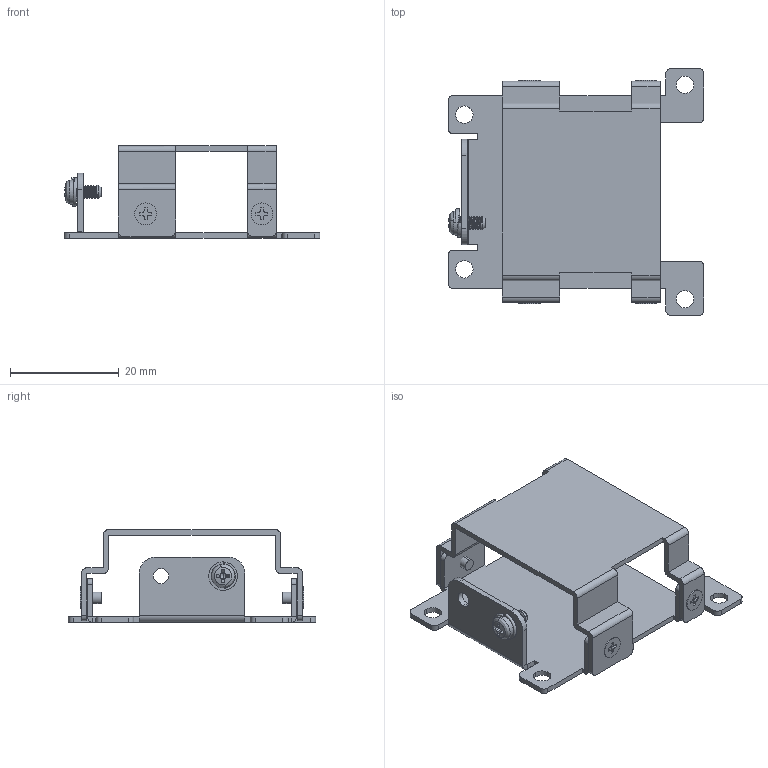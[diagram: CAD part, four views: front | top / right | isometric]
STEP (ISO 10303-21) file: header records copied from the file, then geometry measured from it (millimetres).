
FILE_DESCRIPTION (( 'STEP AP203' ), '1' );
FILE_NAME ('IR-MB02.STEP', '2024-09-12T09:09:44', ( '' ), ( '' ), 'SwSTEP 2.0', 'SolidWorks 2020', '' );
FILE_SCHEMA (( 'CONFIG_CONTROL_DESIGN' ));
Length unit declared in the file: millimetre
Products named in the file (6): IROIX0023 WASHER, SPRING ID2.6xOD5.3x0.6T SUS; IRMIS0002 BRACKET LOWER, IR-MB02; IROIX0015 SCREW, CS M2X4 PLS STL NI; IROIX0022 SCREW, PH M2.5x5 PLS, STL NI; IR-MB02; IRMIS0001 BRACKET UPPER, IR-MB02
Assembly tree (8 placements, depth 2):
  IR-MB02
    IRMIS0001 BRACKET UPPER, IR-MB02
    IRMIS0002 BRACKET LOWER, IR-MB02
    IROIX0015 SCREW, CS M2X4 PLS STL NI  x4
    IROIX0022 SCREW, PH M2.5x5 PLS, STL NI
    IROIX0023 WASHER, SPRING ID2.6xOD5.3x0.6T SUS
Bounding box: 47 x 45.4 x 17.03 mm (x, y, z)
Volume: 3478 mm3; surface area: 7799.5 mm2
Topology: 9 solids, 9 shells, 378 faces, 960 edges, 604 vertices
Faces by surface type: plane 190, cylinder 135, cone 34, torus 10, bspline 9
Entity records: 13875 total; most frequent: CARTESIAN_POINT 6189, ORIENTED_EDGE 1472, DIRECTION 1453, EDGE_CURVE 736, AXIS2_PLACEMENT_3D 504, VERTEX_POINT 466, VECTOR 445, LINE 445
